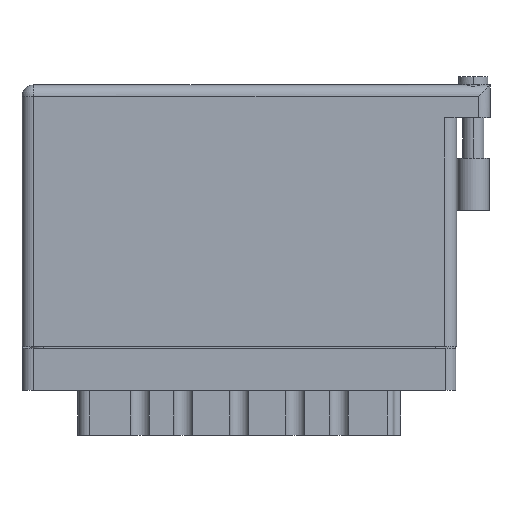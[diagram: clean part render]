
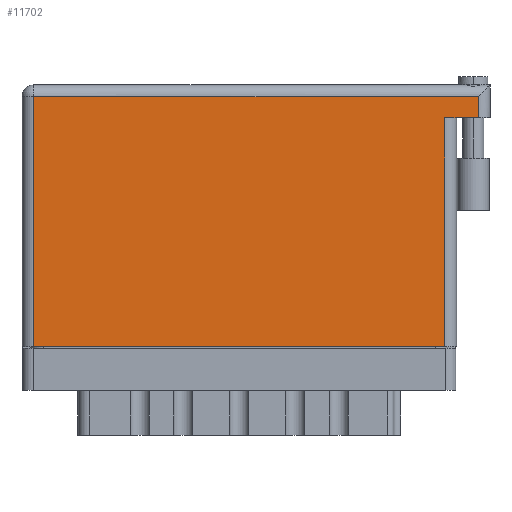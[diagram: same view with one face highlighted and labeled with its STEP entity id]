
A CAD part, front view. The second image highlights one B-rep face of the part: STEP entity #11702.
In plain terms, the highlighted face is planar.
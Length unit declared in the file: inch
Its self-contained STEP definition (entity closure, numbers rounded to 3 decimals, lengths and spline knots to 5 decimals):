
#1243 = DIRECTION ( 'NONE',  ( -1., 0., 0. ) ) ;
#1281 = EDGE_CURVE ( 'NONE', #12611, #15192, #34086, .T. ) ;
#2154 = LINE ( 'NONE', #28076, #14022 ) ;
#2965 = EDGE_CURVE ( 'NONE', #16274, #15192, #3501, .T. ) ;
#3501 = LINE ( 'NONE', #33794, #12408 ) ;
#4907 = DIRECTION ( 'NONE',  ( -1., 0., 0. ) ) ;
#7599 = CARTESIAN_POINT ( 'NONE',  ( 0.07, 0., 0. ) ) ;
#7758 = EDGE_LOOP ( 'NONE', ( #18367, #12266, #48316, #39573, #33949, #9819 ) ) ;
#9819 = ORIENTED_EDGE ( 'NONE', *, *, #44228, .T. ) ;
#10387 = CARTESIAN_POINT ( 'NONE',  ( 0.07, 0., 0. ) ) ;
#10621 = CARTESIAN_POINT ( 'NONE',  ( 2.73, 1.496, 0. ) ) ;
#11248 = LINE ( 'NONE', #45975, #22603 ) ;
#11702 = ADVANCED_FACE ( 'NONE', ( #33716 ), #27442, .F. ) ;
#11880 = DIRECTION ( 'NONE',  ( 0., -1., 0. ) ) ;
#12266 = ORIENTED_EDGE ( 'NONE', *, *, #1281, .T. ) ;
#12408 = VECTOR ( 'NONE', #23641, 39.37008 ) ;
#12481 = CARTESIAN_POINT ( 'NONE',  ( 2.53, 1.369, 0. ) ) ;
#12611 = VERTEX_POINT ( 'NONE', #26904 ) ;
#13836 = LINE ( 'NONE', #7599, #26449 ) ;
#14022 = VECTOR ( 'NONE', #4907, 39.37008 ) ;
#15118 = CARTESIAN_POINT ( 'NONE',  ( 2.53, 1.369, 0. ) ) ;
#15192 = VERTEX_POINT ( 'NONE', #12481 ) ;
#15437 = VERTEX_POINT ( 'NONE', #10387 ) ;
#16274 = VERTEX_POINT ( 'NONE', #38627 ) ;
#17195 = EDGE_CURVE ( 'NONE', #15437, #12611, #31021, .T. ) ;
#17675 = VERTEX_POINT ( 'NONE', #31195 ) ;
#18367 = ORIENTED_EDGE ( 'NONE', *, *, #17195, .T. ) ;
#20233 = CARTESIAN_POINT ( 'NONE',  ( 0., 1.566, 0. ) ) ;
#22603 = VECTOR ( 'NONE', #28124, 39.37008 ) ;
#23641 = DIRECTION ( 'NONE',  ( -1., 0., 0. ) ) ;
#23963 = VECTOR ( 'NONE', #30648, 39.37008 ) ;
#24508 = VECTOR ( 'NONE', #24551, 39.37008 ) ;
#24551 = DIRECTION ( 'NONE',  ( 1., 0., 0. ) ) ;
#25364 = VERTEX_POINT ( 'NONE', #10621 ) ;
#26449 = VECTOR ( 'NONE', #11880, 39.37008 ) ;
#26904 = CARTESIAN_POINT ( 'NONE',  ( 2.53, 0., 0. ) ) ;
#27442 = PLANE ( 'NONE',  #33985 ) ;
#28076 = CARTESIAN_POINT ( 'NONE',  ( 0., 1.496, 0. ) ) ;
#28124 = DIRECTION ( 'NONE',  ( 0., 1., 0. ) ) ;
#28906 = CARTESIAN_POINT ( 'NONE',  ( 0., 0., 0. ) ) ;
#30648 = DIRECTION ( 'NONE',  ( 0., 1., 0. ) ) ;
#31021 = LINE ( 'NONE', #28906, #24508 ) ;
#31195 = CARTESIAN_POINT ( 'NONE',  ( 0.07, 1.496, 0. ) ) ;
#33716 = FACE_OUTER_BOUND ( 'NONE', #7758, .T. ) ;
#33794 = CARTESIAN_POINT ( 'NONE',  ( 2.8, 1.369, 0. ) ) ;
#33949 = ORIENTED_EDGE ( 'NONE', *, *, #42556, .T. ) ;
#33985 = AXIS2_PLACEMENT_3D ( 'NONE', #20233, #43271, #1243 ) ;
#34086 = LINE ( 'NONE', #15118, #23963 ) ;
#38627 = CARTESIAN_POINT ( 'NONE',  ( 2.73, 1.369, 0. ) ) ;
#39182 = EDGE_CURVE ( 'NONE', #16274, #25364, #11248, .T. ) ;
#39573 = ORIENTED_EDGE ( 'NONE', *, *, #39182, .T. ) ;
#42556 = EDGE_CURVE ( 'NONE', #25364, #17675, #2154, .T. ) ;
#43271 = DIRECTION ( 'NONE',  ( 0., 0., -1. ) ) ;
#44228 = EDGE_CURVE ( 'NONE', #17675, #15437, #13836, .T. ) ;
#45975 = CARTESIAN_POINT ( 'NONE',  ( 2.73, 1.566, 0. ) ) ;
#48316 = ORIENTED_EDGE ( 'NONE', *, *, #2965, .F. ) ;
